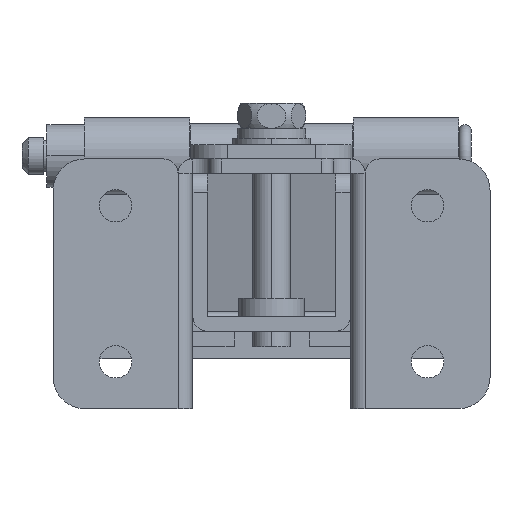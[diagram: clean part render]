
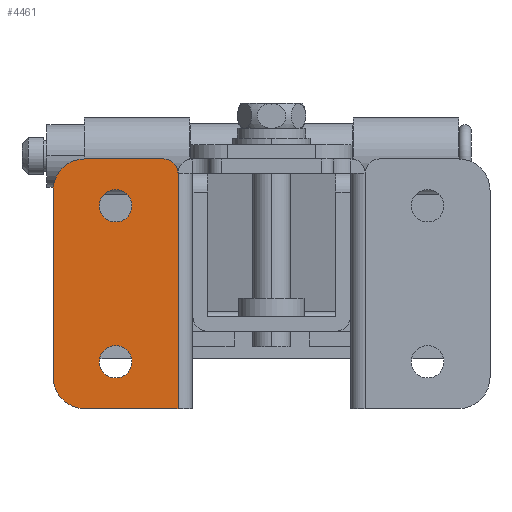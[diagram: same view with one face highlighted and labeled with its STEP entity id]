
A CAD part, front view. The second image highlights one B-rep face of the part: STEP entity #4461.
In plain terms, the highlighted planar face has unit normal (0, -1, 0).
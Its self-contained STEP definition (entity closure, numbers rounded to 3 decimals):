
#1023 = ORIENTED_EDGE ( 'NONE', *, *, #9284, .T. ) ;
#1028 = ORIENTED_EDGE ( 'NONE', *, *, #4883, .T. ) ;
#1029 = ORIENTED_EDGE ( 'NONE', *, *, #4884, .T. ) ;
#1030 = ORIENTED_EDGE ( 'NONE', *, *, #4885, .F. ) ;
#1031 = ORIENTED_EDGE ( 'NONE', *, *, #4882, .T. ) ;
#1032 = ORIENTED_EDGE ( 'NONE', *, *, #9116, .F. ) ;
#1033 = ORIENTED_EDGE ( 'NONE', *, *, #9117, .F. ) ;
#1034 = ORIENTED_EDGE ( 'NONE', *, *, #9118, .F. ) ;
#1035 = ORIENTED_EDGE ( 'NONE', *, *, #9119, .F. ) ;
#1037 = ORIENTED_EDGE ( 'NONE', *, *, #9120, .T. ) ;
#1038 = ORIENTED_EDGE ( 'NONE', *, *, #9310, .T. ) ;
#2068 = FACE_BOUND ( 'NONE', #2990, .T. ) ;
#2069 = FACE_OUTER_BOUND ( 'NONE', #2967, .T. ) ;
#2070 = FACE_BOUND ( 'NONE', #2984, .T. ) ;
#2437 = LINE ( 'NONE', #8604, #5982 ) ;
#2438 = LINE ( 'NONE', #8606, #5984 ) ;
#2749 = LINE ( 'NONE', #5159, #6253 ) ;
#2750 = LINE ( 'NONE', #5164, #6257 ) ;
#2967 = EDGE_LOOP ( 'NONE', ( #1029, #1031, #1030, #1032, #1033, #1034, #1035 ) ) ;
#2984 = EDGE_LOOP ( 'NONE', ( #1038, #1037 ) ) ;
#2990 = EDGE_LOOP ( 'NONE', ( #1023, #1028 ) ) ;
#3294 = VERTEX_POINT ( 'NONE', #7087 ) ;
#3304 = VERTEX_POINT ( 'NONE', #7097 ) ;
#3311 = VERTEX_POINT ( 'NONE', #7104 ) ;
#3321 = VERTEX_POINT ( 'NONE', #7114 ) ;
#3324 = VERTEX_POINT ( 'NONE', #7117 ) ;
#3332 = VERTEX_POINT ( 'NONE', #7125 ) ;
#3336 = VERTEX_POINT ( 'NONE', #7129 ) ;
#3342 = VERTEX_POINT ( 'NONE', #7133 ) ;
#3350 = VERTEX_POINT ( 'NONE', #7141 ) ;
#3351 = VERTEX_POINT ( 'NONE', #7142 ) ;
#3382 = VERTEX_POINT ( 'NONE', #7173 ) ;
#4013 = CARTESIAN_POINT ( 'NONE',  ( -25., 0., -12.5 ) ) ;
#4014 = DIRECTION ( 'NONE',  ( 0., 1., 0. ) ) ;
#4015 = DIRECTION ( 'NONE',  ( 0., 0., 1. ) ) ;
#4071 = CARTESIAN_POINT ( 'NONE',  ( -25., 0., 12.5 ) ) ;
#4072 = DIRECTION ( 'NONE',  ( 0., 1., 0. ) ) ;
#4073 = DIRECTION ( 'NONE',  ( 0., 0., 1. ) ) ;
#4461 = ADVANCED_FACE ( 'NONE', ( #2068, #2069, #2070 ), #7240, .F. ) ;
#4882 = EDGE_CURVE ( 'NONE', #3321, #3336, #5977, .T. ) ;
#4883 = EDGE_CURVE ( 'NONE', #3382, #3351, #5979, .T. ) ;
#4884 = EDGE_CURVE ( 'NONE', #3332, #3321, #2437, .T. ) ;
#4885 = EDGE_CURVE ( 'NONE', #3294, #3336, #2438, .T. ) ;
#5156 = CARTESIAN_POINT ( 'NONE',  ( -30., 0., 15. ) ) ;
#5157 = DIRECTION ( 'NONE',  ( 0., 1., 0. ) ) ;
#5158 = DIRECTION ( 'NONE',  ( 0., 0., 1. ) ) ;
#5159 = CARTESIAN_POINT ( 'NONE',  ( -35., 0., -15. ) ) ;
#5160 = DIRECTION ( 'NONE',  ( 0., 0., 1. ) ) ;
#5161 = CARTESIAN_POINT ( 'NONE',  ( -30., 0., -15. ) ) ;
#5162 = DIRECTION ( 'NONE',  ( 0., 1., 0. ) ) ;
#5163 = DIRECTION ( 'NONE',  ( 0., 0., 1. ) ) ;
#5164 = CARTESIAN_POINT ( 'NONE',  ( -30., 0., -20. ) ) ;
#5165 = DIRECTION ( 'NONE',  ( -1., 0., 0. ) ) ;
#5166 = CARTESIAN_POINT ( 'NONE',  ( -25., 0., 12.5 ) ) ;
#5167 = DIRECTION ( 'NONE',  ( 0., 1., 0. ) ) ;
#5168 = DIRECTION ( 'NONE',  ( 0., 0., 1. ) ) ;
#5977 = CIRCLE ( 'NONE', #5978, 2.3 ) ;
#5978 = AXIS2_PLACEMENT_3D ( 'NONE', #8598, #8599, #8600 ) ;
#5979 = CIRCLE ( 'NONE', #5980, 2.6 ) ;
#5980 = AXIS2_PLACEMENT_3D ( 'NONE', #8601, #8602, #8603 ) ;
#5982 = VECTOR ( 'NONE', #8605, 1000. ) ;
#5984 = VECTOR ( 'NONE', #8607, 1000. ) ;
#6249 = CIRCLE ( 'NONE', #6251, 5. ) ;
#6251 = AXIS2_PLACEMENT_3D ( 'NONE', #5156, #5157, #5158 ) ;
#6252 = CIRCLE ( 'NONE', #6254, 5. ) ;
#6253 = VECTOR ( 'NONE', #5160, 1000. ) ;
#6254 = AXIS2_PLACEMENT_3D ( 'NONE', #5161, #5162, #5163 ) ;
#6256 = CIRCLE ( 'NONE', #6258, 2.6 ) ;
#6257 = VECTOR ( 'NONE', #5165, 1000. ) ;
#6258 = AXIS2_PLACEMENT_3D ( 'NONE', #5166, #5167, #5168 ) ;
#6416 = CIRCLE ( 'NONE', #6429, 2.6 ) ;
#6429 = AXIS2_PLACEMENT_3D ( 'NONE', #4013, #4014, #4015 ) ;
#6455 = CIRCLE ( 'NONE', #6458, 2.6 ) ;
#6458 = AXIS2_PLACEMENT_3D ( 'NONE', #4071, #4072, #4073 ) ;
#7087 = CARTESIAN_POINT ( 'NONE',  ( -30., 0., 20. ) ) ;
#7097 = CARTESIAN_POINT ( 'NONE',  ( -30., 0., -20. ) ) ;
#7104 = CARTESIAN_POINT ( 'NONE',  ( -35., 0., 15. ) ) ;
#7114 = CARTESIAN_POINT ( 'NONE',  ( -15., 0., 17.7 ) ) ;
#7117 = CARTESIAN_POINT ( 'NONE',  ( -35., 0., -15. ) ) ;
#7125 = CARTESIAN_POINT ( 'NONE',  ( -15., 0., -20. ) ) ;
#7129 = CARTESIAN_POINT ( 'NONE',  ( -17.3, 0., 20. ) ) ;
#7133 = CARTESIAN_POINT ( 'NONE',  ( -25., 0., 15.1 ) ) ;
#7141 = CARTESIAN_POINT ( 'NONE',  ( -25., 0., 9.9 ) ) ;
#7142 = CARTESIAN_POINT ( 'NONE',  ( -25., 0., -15.1 ) ) ;
#7173 = CARTESIAN_POINT ( 'NONE',  ( -25., 0., -9.9 ) ) ;
#7240 = PLANE ( 'NONE',  #9521 ) ;
#7241 = CARTESIAN_POINT ( 'NONE',  ( -30., 0., 15. ) ) ;
#7242 = DIRECTION ( 'NONE',  ( 0., 1., 0. ) ) ;
#7243 = DIRECTION ( 'NONE',  ( 0., 0., 1. ) ) ;
#8598 = CARTESIAN_POINT ( 'NONE',  ( -17.3, 0., 17.7 ) ) ;
#8599 = DIRECTION ( 'NONE',  ( 0., -1., 0. ) ) ;
#8600 = DIRECTION ( 'NONE',  ( 0., 0., 1. ) ) ;
#8601 = CARTESIAN_POINT ( 'NONE',  ( -25., 0., -12.5 ) ) ;
#8602 = DIRECTION ( 'NONE',  ( 0., 1., 0. ) ) ;
#8603 = DIRECTION ( 'NONE',  ( 0., 0., 1. ) ) ;
#8604 = CARTESIAN_POINT ( 'NONE',  ( -15., 0., 15. ) ) ;
#8605 = DIRECTION ( 'NONE',  ( 0., 0., 1. ) ) ;
#8606 = CARTESIAN_POINT ( 'NONE',  ( -30., 0., 20. ) ) ;
#8607 = DIRECTION ( 'NONE',  ( 1., 0., 0. ) ) ;
#9116 = EDGE_CURVE ( 'NONE', #3311, #3294, #6249, .T. ) ;
#9117 = EDGE_CURVE ( 'NONE', #3324, #3311, #2749, .T. ) ;
#9118 = EDGE_CURVE ( 'NONE', #3304, #3324, #6252, .T. ) ;
#9119 = EDGE_CURVE ( 'NONE', #3332, #3304, #2750, .T. ) ;
#9120 = EDGE_CURVE ( 'NONE', #3342, #3350, #6256, .T. ) ;
#9284 = EDGE_CURVE ( 'NONE', #3351, #3382, #6416, .T. ) ;
#9310 = EDGE_CURVE ( 'NONE', #3350, #3342, #6455, .T. ) ;
#9521 = AXIS2_PLACEMENT_3D ( 'NONE', #7241, #7242, #7243 ) ;
